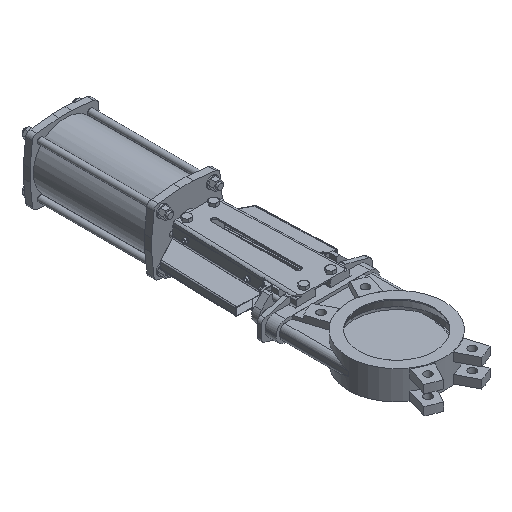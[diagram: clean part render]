
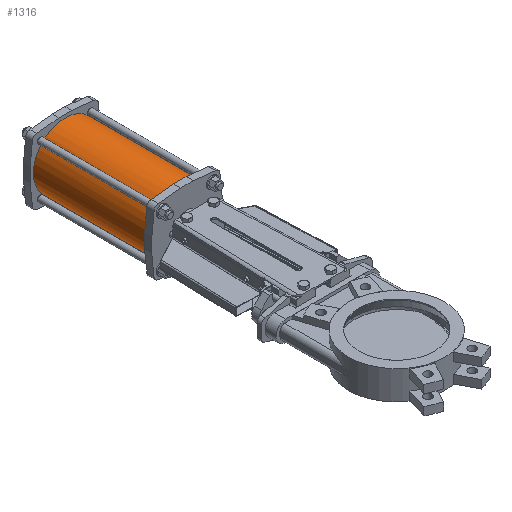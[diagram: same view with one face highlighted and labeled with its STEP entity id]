
A CAD part, isometric view. The second image highlights one B-rep face of the part: STEP entity #1316.
In plain terms, the highlighted cylindrical face has radius 66.5 mm (diameter 133 mm), a full revolution.
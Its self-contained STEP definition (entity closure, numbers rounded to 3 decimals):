
#1316 = ADVANCED_FACE( 'NONE', ( #3364, #3365 ), #3366, .T. );
#3364 = FACE_OUTER_BOUND( '', #6323, .T. );
#3365 = FACE_OUTER_BOUND( '', #6324, .T. );
#3366 = CYLINDRICAL_SURFACE( '', #6325, 66.5 );
#6323 = EDGE_LOOP( '', ( #10526 ) );
#6324 = EDGE_LOOP( '', ( #10527 ) );
#6325 = AXIS2_PLACEMENT_3D( '', #10528, #10529, #10530 );
#10526 = ORIENTED_EDGE( '', *, *, #18020, .T. );
#10527 = ORIENTED_EDGE( '', *, *, #18021, .T. );
#10528 = CARTESIAN_POINT( '', ( 0., 665.5, 0. ) );
#10529 = DIRECTION( '', ( 0., 1., 0. ) );
#10530 = DIRECTION( '', ( 0., 0., -1. ) );
#18020 = EDGE_CURVE( 'NONE', #21750, #21750, #21751, .T. );
#18021 = EDGE_CURVE( '', #21752, #21752, #21753, .T. );
#21750 = VERTEX_POINT( '', #27293 );
#21751 = CIRCLE( '', #27294, 66.5 );
#21752 = VERTEX_POINT( '', #27295 );
#21753 = CIRCLE( '', #27296, 66.5 );
#27293 = CARTESIAN_POINT( '', ( 0., 450.5, 66.5 ) );
#27294 = AXIS2_PLACEMENT_3D( '', #33280, #33281, #33282 );
#27295 = CARTESIAN_POINT( '', ( 6.977, 688., -66.133 ) );
#27296 = AXIS2_PLACEMENT_3D( '', #33283, #33284, #33285 );
#33280 = CARTESIAN_POINT( '', ( 0., 450.5, 0. ) );
#33281 = DIRECTION( '', ( 0., 1., 0. ) );
#33282 = DIRECTION( '', ( 0., 0., 1. ) );
#33283 = CARTESIAN_POINT( '', ( 0., 688., 0. ) );
#33284 = DIRECTION( '', ( 0., -1., 0. ) );
#33285 = DIRECTION( '', ( 0.105, 0., -0.994 ) );
